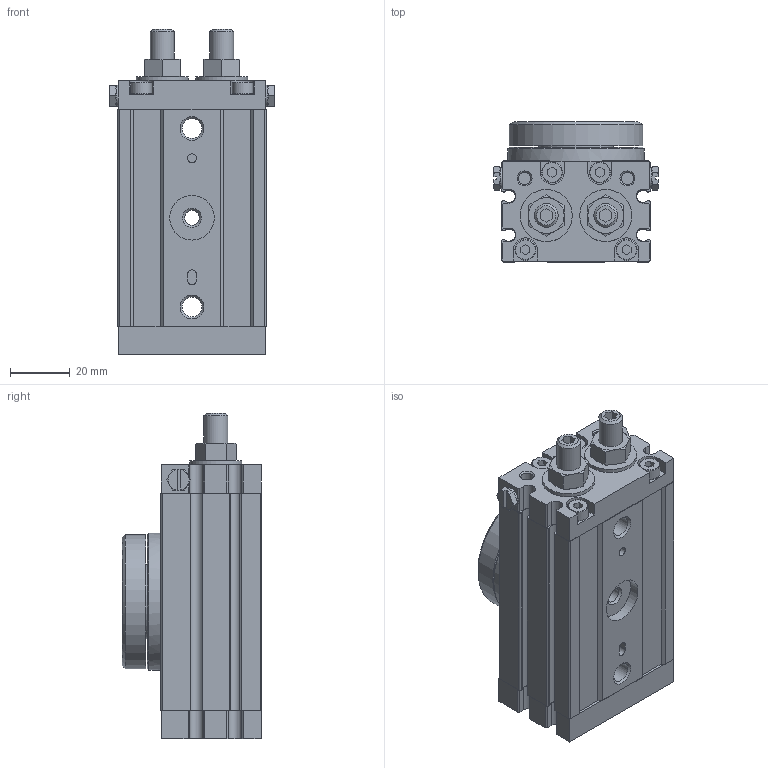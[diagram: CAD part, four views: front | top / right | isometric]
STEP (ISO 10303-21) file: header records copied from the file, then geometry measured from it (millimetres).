
FILE_DESCRIPTION(/* description */ ('STEP AP203'),/* implementation_level */ '2;1');
FILE_NAME(/* name */ 'EMQ10-S-A()',/* time_stamp */ '2024-05-09T16:44:49+02:00',/* author */ ('License CC BY-ND 4.0'),/* organization */ ('CADENAS'),/* preprocessor_version */ 'ST-DEVELOPER v19.3',/* originating_system */ 'PARTsolutions',/* authorisation */ ' ');
FILE_SCHEMA (('CONFIG_CONTROL_DESIGN'));
Length unit declared in the file: millimetre
Products named in the file (3): EMQ10-S-A(); EMQ10-S-A()_body; EMQ10-S-A()_rod
Assembly tree (2 placements, depth 2):
  EMQ10-S-A()
    EMQ10-S-A()_body
    EMQ10-S-A()_rod
Bounding box: 55.4 x 47 x 109.3 mm (x, y, z)
Volume: 160783.6 mm3; surface area: 33675.4 mm2
Topology: 2 solids, 2 shells, 406 faces, 978 edges, 610 vertices
Faces by surface type: plane 242, cone 87, cylinder 69, torus 8
Full cylindrical faces by diameter (mm): 3 x1, 4.134 x14, 5 x2, 6.647 x2, 6.8 x2, 7 x6, 8 x2, 11 x2, 15 x1, 17.5 x2, 20 x1, 25 x2, 45 x1, 46 x1
Entity records: 11405 total; most frequent: CARTESIAN_POINT 2217, DIRECTION 1844, ORIENTED_EDGE 1780, EDGE_CURVE 890, AXIS2_PLACEMENT_3D 649, VERTEX_POINT 606, EDGE_LOOP 548, FACE_BOUND 548
